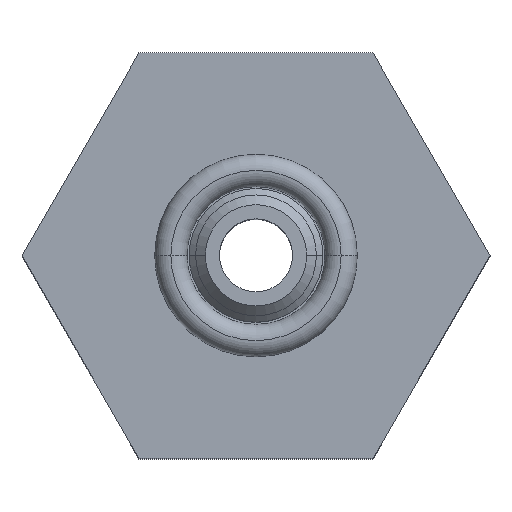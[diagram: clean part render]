
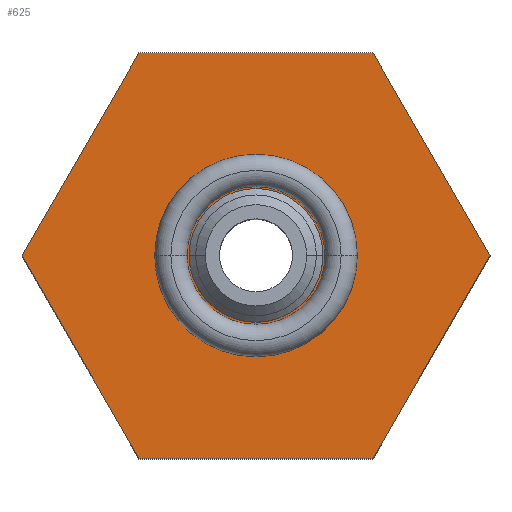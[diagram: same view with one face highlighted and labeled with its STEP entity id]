
A CAD part, top view. The second image highlights one B-rep face of the part: STEP entity #625.
In plain terms, the highlighted planar face has unit normal (0, 0, 1).
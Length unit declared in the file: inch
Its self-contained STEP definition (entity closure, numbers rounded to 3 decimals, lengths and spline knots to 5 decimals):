
#204=DIRECTION('',(-0.5,-0.866,0.));
#205=VECTOR('',#204,0.28868);
#206=CARTESIAN_POINT('',(-0.14434,0.25,0.56));
#207=LINE('',#206,#205);
#211=DIRECTION('',(-1.,0.,0.));
#212=VECTOR('',#211,0.28868);
#213=CARTESIAN_POINT('',(0.14434,0.25,0.56));
#214=LINE('',#213,#212);
#218=DIRECTION('',(-0.5,0.866,0.));
#219=VECTOR('',#218,0.28868);
#220=CARTESIAN_POINT('',(0.28868,0.,0.56));
#221=LINE('',#220,#219);
#225=DIRECTION('',(0.5,0.866,0.));
#226=VECTOR('',#225,0.28868);
#227=CARTESIAN_POINT('',(0.14434,-0.25,0.56));
#228=LINE('',#227,#226);
#232=DIRECTION('',(1.,0.,0.));
#233=VECTOR('',#232,0.28868);
#234=CARTESIAN_POINT('',(-0.14434,-0.25,0.56));
#235=LINE('',#234,#233);
#239=DIRECTION('',(0.5,-0.866,0.));
#240=VECTOR('',#239,0.28868);
#241=CARTESIAN_POINT('',(-0.28868,0.,0.56));
#242=LINE('',#241,#240);
#246=CARTESIAN_POINT('',(0.,0.,0.56));
#247=DIRECTION('',(0.,0.,-1.));
#248=DIRECTION('',(-1.,0.,0.));
#249=AXIS2_PLACEMENT_3D('',#246,#247,#248);
#254=CARTESIAN_POINT('',(0.,0.,0.56));
#255=DIRECTION('',(0.,0.,-1.));
#256=DIRECTION('',(1.,0.,0.));
#257=AXIS2_PLACEMENT_3D('',#254,#255,#256);
#372=CARTESIAN_POINT('',(-0.14434,0.25,0.56));
#373=CARTESIAN_POINT('',(-0.28868,0.,0.56));
#374=VERTEX_POINT('',#372);
#375=VERTEX_POINT('',#373);
#376=CARTESIAN_POINT('',(-0.14434,-0.25,0.56));
#377=VERTEX_POINT('',#376);
#378=CARTESIAN_POINT('',(0.14434,-0.25,0.56));
#379=VERTEX_POINT('',#378);
#380=CARTESIAN_POINT('',(0.28868,0.,0.56));
#381=VERTEX_POINT('',#380);
#382=CARTESIAN_POINT('',(0.14434,0.25,0.56));
#383=VERTEX_POINT('',#382);
#400=CARTESIAN_POINT('',(-0.0725,0.,0.56));
#401=CARTESIAN_POINT('',(0.0725,0.,0.56));
#402=VERTEX_POINT('',#400);
#403=VERTEX_POINT('',#401);
#606=CARTESIAN_POINT('',(0.,0.,0.56));
#607=DIRECTION('',(0.,0.,1.));
#608=DIRECTION('',(1.,0.,0.));
#609=AXIS2_PLACEMENT_3D('',#606,#607,#608);
#610=PLANE('',#609);
#611=ORIENTED_EDGE('',*,*,#530,.F.);
#612=ORIENTED_EDGE('',*,*,#545,.F.);
#613=ORIENTED_EDGE('',*,*,#559,.F.);
#614=ORIENTED_EDGE('',*,*,#573,.F.);
#615=ORIENTED_EDGE('',*,*,#587,.F.);
#616=ORIENTED_EDGE('',*,*,#600,.F.);
#617=EDGE_LOOP('',(#611,#612,#613,#614,#615,#616));
#618=FACE_OUTER_BOUND('',#617,.F.);
#620=ORIENTED_EDGE('',*,*,#619,.F.);
#622=ORIENTED_EDGE('',*,*,#621,.F.);
#623=EDGE_LOOP('',(#620,#622));
#624=FACE_BOUND('',#623,.F.);
#250=CIRCLE('',#249,0.0725);
#258=CIRCLE('',#257,0.0725);
#530=EDGE_CURVE('',#374,#375,#207,.T.);
#545=EDGE_CURVE('',#383,#374,#214,.T.);
#559=EDGE_CURVE('',#381,#383,#221,.T.);
#573=EDGE_CURVE('',#379,#381,#228,.T.);
#587=EDGE_CURVE('',#377,#379,#235,.T.);
#600=EDGE_CURVE('',#375,#377,#242,.T.);
#619=EDGE_CURVE('',#402,#403,#250,.T.);
#621=EDGE_CURVE('',#403,#402,#258,.T.);
#625=ADVANCED_FACE('',(#618,#624),#610,.T.);
